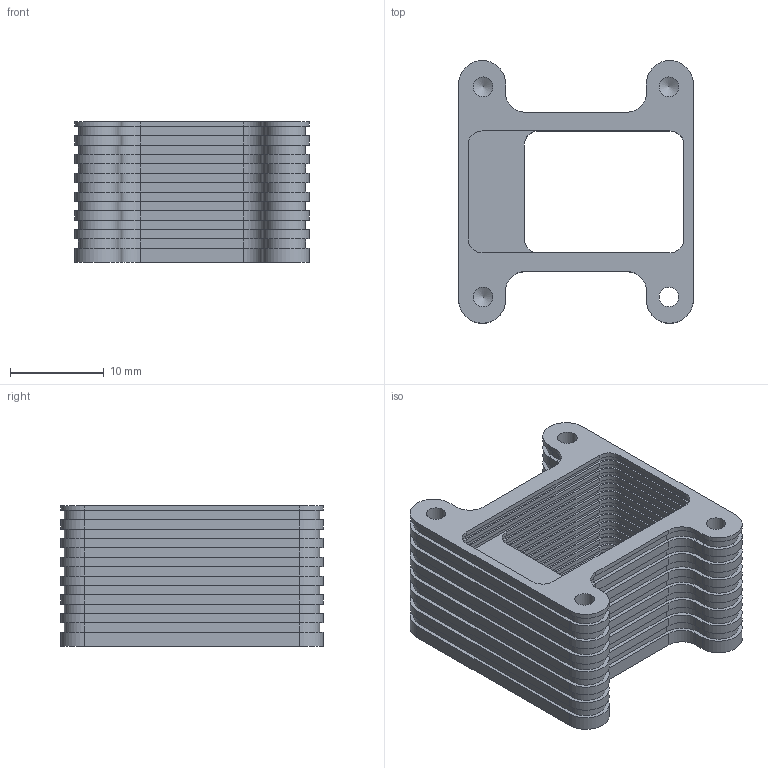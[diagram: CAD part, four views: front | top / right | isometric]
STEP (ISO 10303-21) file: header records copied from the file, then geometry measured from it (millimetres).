
FILE_DESCRIPTION(/* description */ (''),/* implementation_level */ '2;1');
FILE_NAME(/* name */ 'BoardHolder_unmolded.step',/* time_stamp */ '2022-03-31T17:26:22+02:00',/* author */ (''),/* organization */ (''),/* preprocessor_version */ 'ST-DEVELOPER v18.1',/* originating_system */ 'Autodesk Translation Framework v10.13.0.1454',/* authorisation */ '');
FILE_SCHEMA (('AUTOMOTIVE_DESIGN { 1 0 10303 214 3 1 1 }'));
Length unit declared in the file: millimetre
Products named in the file (1): BoardHolder_raw
Bounding box: 25 x 28 x 15 mm (x, y, z)
Volume: 3834 mm3; surface area: 4515 mm2
Topology: 1 solids, 1 shells, 568 faces, 1504 edges, 981 vertices
Faces by surface type: plane 318, cylinder 243, bspline 4, cone 3
Full cylindrical faces by diameter (mm): 2.1 x7
Entity records: 17955 total; most frequent: CARTESIAN_POINT 3374, DIRECTION 3122, ORIENTED_EDGE 3002, EDGE_CURVE 1501, AXIS2_PLACEMENT_3D 1064, LINE 994, VECTOR 994, VERTEX_POINT 981
